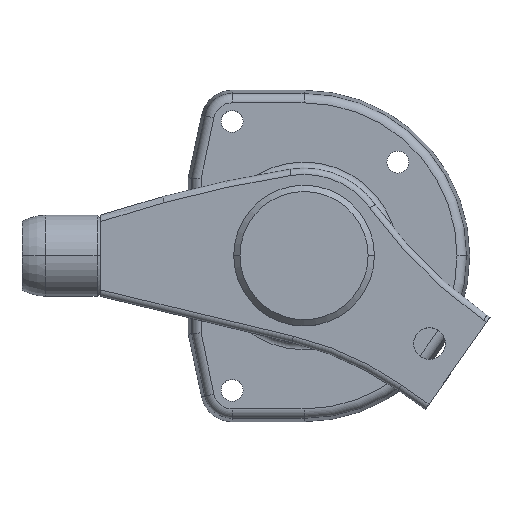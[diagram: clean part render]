
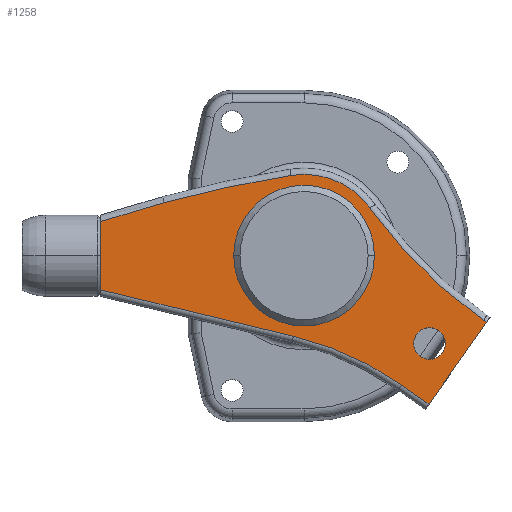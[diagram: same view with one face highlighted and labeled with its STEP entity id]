
A CAD part, top view. The second image highlights one B-rep face of the part: STEP entity #1258.
In plain terms, the highlighted planar face has unit normal (0, 0, 1).
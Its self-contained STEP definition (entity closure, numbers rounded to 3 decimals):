
#1015 = EDGE_CURVE ( 'NONE', #1043, #1016, #3602, .T. ) ;
#1016 = VERTEX_POINT ( 'NONE', #3597 ) ;
#1029 = VERTEX_POINT ( 'NONE', #3638 ) ;
#1031 = EDGE_CURVE ( 'NONE', #1029, #1032, #3637, .T. ) ;
#1032 = VERTEX_POINT ( 'NONE', #3632 ) ;
#1043 = VERTEX_POINT ( 'NONE', #3675 ) ;
#1181 = VERTEX_POINT ( 'NONE', #3939 ) ;
#1183 = EDGE_CURVE ( 'NONE', #1184, #1181, #3938, .T. ) ;
#1184 = VERTEX_POINT ( 'NONE', #3929 ) ;
#1206 = VERTEX_POINT ( 'NONE', #3997 ) ;
#1208 = EDGE_CURVE ( 'NONE', #1209, #1206, #3996, .T. ) ;
#1209 = VERTEX_POINT ( 'NONE', #3992 ) ;
#1229 = EDGE_LOOP ( 'NONE', ( #1230, #1287 ) ) ;
#1230 = ORIENTED_EDGE ( 'NONE', *, *, #1231, .F. ) ;
#1231 = EDGE_CURVE ( 'NONE', #1016, #1043, #4019, .T. ) ;
#1232 = ORIENTED_EDGE ( 'NONE', *, *, #1183, .T. ) ;
#1233 = ORIENTED_EDGE ( 'NONE', *, *, #1234, .T. ) ;
#1234 = EDGE_CURVE ( 'NONE', #1181, #1235, #4020, .T. ) ;
#1235 = VERTEX_POINT ( 'NONE', #4011 ) ;
#1236 = ORIENTED_EDGE ( 'NONE', *, *, #1237, .T. ) ;
#1237 = EDGE_CURVE ( 'NONE', #1235, #1238, #4010, .T. ) ;
#1238 = VERTEX_POINT ( 'NONE', #4066 ) ;
#1239 = ORIENTED_EDGE ( 'NONE', *, *, #1240, .T. ) ;
#1240 = EDGE_CURVE ( 'NONE', #1238, #1209, #4065, .T. ) ;
#1241 = ORIENTED_EDGE ( 'NONE', *, *, #1208, .T. ) ;
#1242 = ORIENTED_EDGE ( 'NONE', *, *, #1243, .T. ) ;
#1243 = EDGE_CURVE ( 'NONE', #1206, #1244, #4061, .T. ) ;
#1244 = VERTEX_POINT ( 'NONE', #4057 ) ;
#1245 = ORIENTED_EDGE ( 'NONE', *, *, #1246, .T. ) ;
#1246 = EDGE_CURVE ( 'NONE', #1244, #1247, #4056, .T. ) ;
#1247 = VERTEX_POINT ( 'NONE', #4051 ) ;
#1258 = ADVANCED_FACE ( 'NONE', ( #4095, #4094, #4093 ), #4092, .T. ) ;
#1259 = EDGE_LOOP ( 'NONE', ( #1232, #1233, #1236, #1239, #1241, #1242, #1245, #1299, #1302 ) ) ;
#1287 = ORIENTED_EDGE ( 'NONE', *, *, #1015, .F. ) ;
#1299 = ORIENTED_EDGE ( 'NONE', *, *, #1300, .T. ) ;
#1300 = EDGE_CURVE ( 'NONE', #1247, #1301, #4154, .T. ) ;
#1301 = VERTEX_POINT ( 'NONE', #4145 ) ;
#1302 = ORIENTED_EDGE ( 'NONE', *, *, #1303, .T. ) ;
#1303 = EDGE_CURVE ( 'NONE', #1301, #1184, #4144, .T. ) ;
#1304 = EDGE_LOOP ( 'NONE', ( #1305, #1307 ) ) ;
#1305 = ORIENTED_EDGE ( 'NONE', *, *, #1306, .F. ) ;
#1306 = EDGE_CURVE ( 'NONE', #1032, #1029, #4139, .T. ) ;
#1307 = ORIENTED_EDGE ( 'NONE', *, *, #1031, .F. ) ;
#3597 = CARTESIAN_POINT ( 'NONE',  ( 13.1, 0., 13. ) ) ;
#3598 = DIRECTION ( 'NONE',  ( 1., 0., 0. ) ) ;
#3599 = DIRECTION ( 'NONE',  ( 0., 0., 1. ) ) ;
#3600 = CARTESIAN_POINT ( 'NONE',  ( 0., 0., 13. ) ) ;
#3601 = AXIS2_PLACEMENT_3D ( 'NONE', #3600, #3599, #3598 ) ;
#3602 = CIRCLE ( 'NONE', #3601, 13.1 ) ;
#3632 = CARTESIAN_POINT ( 'NONE',  ( 45.188, -28.105, 13. ) ) ;
#3633 = DIRECTION ( 'NONE',  ( 1., 0., 0. ) ) ;
#3634 = DIRECTION ( 'NONE',  ( 0., 0., 1. ) ) ;
#3635 = CARTESIAN_POINT ( 'NONE',  ( 40.138, -28.105, 13. ) ) ;
#3636 = AXIS2_PLACEMENT_3D ( 'NONE', #3635, #3634, #3633 ) ;
#3637 = CIRCLE ( 'NONE', #3636, 5.05 ) ;
#3638 = CARTESIAN_POINT ( 'NONE',  ( 35.088, -28.105, 13. ) ) ;
#3675 = CARTESIAN_POINT ( 'NONE',  ( -13.1, 0., 13. ) ) ;
#3929 = CARTESIAN_POINT ( 'NONE',  ( -65., 10.896, 13. ) ) ;
#3930 = DIRECTION ( 'NONE',  ( 0., -1., 0. ) ) ;
#3931 = VECTOR ( 'NONE', #3930, 1000. ) ;
#3932 = CARTESIAN_POINT ( 'NONE',  ( -65., -13., 13. ) ) ;
#3938 = LINE ( 'NONE', #3932, #3931 ) ;
#3939 = CARTESIAN_POINT ( 'NONE',  ( -65., -10.943, 13. ) ) ;
#3992 = CARTESIAN_POINT ( 'NONE',  ( 39.972, -47.521, 13. ) ) ;
#3993 = DIRECTION ( 'NONE',  ( 0.574, 0.819, 0. ) ) ;
#3994 = VECTOR ( 'NONE', #3993, 1000. ) ;
#3995 = CARTESIAN_POINT ( 'NONE',  ( 38.825, -49.159, 13. ) ) ;
#3996 = LINE ( 'NONE', #3995, #3994 ) ;
#3997 = CARTESIAN_POINT ( 'NONE',  ( 58.326, -21.308, 13. ) ) ;
#4009 = CARTESIAN_POINT ( 'NONE',  ( -27.278, -124.951, 13. ) ) ;
#4010 = CIRCLE ( 'NONE', #4069, 102. ) ;
#4011 = CARTESIAN_POINT ( 'NONE',  ( -3.384, -25.789, 13. ) ) ;
#4012 = DIRECTION ( 'NONE',  ( 0.972, -0.234, 0. ) ) ;
#4013 = VECTOR ( 'NONE', #4012, 1000. ) ;
#4014 = CARTESIAN_POINT ( 'NONE',  ( -3.384, -25.789, 13. ) ) ;
#4015 = DIRECTION ( 'NONE',  ( 1., 0., 0. ) ) ;
#4016 = DIRECTION ( 'NONE',  ( 0., 0., 1. ) ) ;
#4017 = CARTESIAN_POINT ( 'NONE',  ( 0., 0., 13. ) ) ;
#4018 = AXIS2_PLACEMENT_3D ( 'NONE', #4017, #4016, #4015 ) ;
#4019 = CIRCLE ( 'NONE', #4018, 13.1 ) ;
#4020 = LINE ( 'NONE', #4014, #4013 ) ;
#4051 = CARTESIAN_POINT ( 'NONE',  ( 21.113, 15.173, 13. ) ) ;
#4052 = DIRECTION ( 'NONE',  ( 1., 0., 0. ) ) ;
#4053 = DIRECTION ( 'NONE',  ( 0., 0., -1. ) ) ;
#4054 = CARTESIAN_POINT ( 'NONE',  ( 144.545, 103.879, 13. ) ) ;
#4055 = AXIS2_PLACEMENT_3D ( 'NONE', #4054, #4053, #4052 ) ;
#4056 = CIRCLE ( 'NONE', #4055, 152. ) ;
#4057 = CARTESIAN_POINT ( 'NONE',  ( 57.361, -20.632, 13. ) ) ;
#4058 = DIRECTION ( 'NONE',  ( -0.819, 0.574, 0. ) ) ;
#4059 = VECTOR ( 'NONE', #4058, 1000. ) ;
#4060 = CARTESIAN_POINT ( 'NONE',  ( 57.361, -20.632, 13. ) ) ;
#4061 = LINE ( 'NONE', #4060, #4059 ) ;
#4062 = DIRECTION ( 'NONE',  ( 0.819, -0.574, 0. ) ) ;
#4063 = VECTOR ( 'NONE', #4062, 1000. ) ;
#4064 = CARTESIAN_POINT ( 'NONE',  ( 39.972, -47.521, 13. ) ) ;
#4065 = LINE ( 'NONE', #4064, #4063 ) ;
#4066 = CARTESIAN_POINT ( 'NONE',  ( 31.227, -41.398, 13. ) ) ;
#4067 = DIRECTION ( 'NONE',  ( 1., 0., 0. ) ) ;
#4068 = DIRECTION ( 'NONE',  ( 0., 0., -1. ) ) ;
#4069 = AXIS2_PLACEMENT_3D ( 'NONE', #4009, #4068, #4067 ) ;
#4088 = DIRECTION ( 'NONE',  ( 1., 0., 0. ) ) ;
#4089 = DIRECTION ( 'NONE',  ( 0., 0., 1. ) ) ;
#4090 = CARTESIAN_POINT ( 'NONE',  ( -27.278, -124.951, 13. ) ) ;
#4091 = AXIS2_PLACEMENT_3D ( 'NONE', #4090, #4089, #4088 ) ;
#4092 = PLANE ( 'NONE',  #4091 ) ;
#4093 = FACE_BOUND ( 'NONE', #1229, .T. ) ;
#4094 = FACE_BOUND ( 'NONE', #1304, .T. ) ;
#4095 = FACE_OUTER_BOUND ( 'NONE', #1259, .T. ) ;
#4137 = CARTESIAN_POINT ( 'NONE',  ( 40.138, -28.105, 13. ) ) ;
#4138 = AXIS2_PLACEMENT_3D ( 'NONE', #4137, #4198, #4197 ) ;
#4139 = CIRCLE ( 'NONE', #4138, 5.05 ) ;
#4140 = DIRECTION ( 'NONE',  ( 1., 0., 0. ) ) ;
#4141 = DIRECTION ( 'NONE',  ( 0., 0., 1. ) ) ;
#4142 = CARTESIAN_POINT ( 'NONE',  ( 59.019, -367.288, 13. ) ) ;
#4143 = AXIS2_PLACEMENT_3D ( 'NONE', #4142, #4141, #4140 ) ;
#4144 = CIRCLE ( 'NONE', #4143, 398. ) ;
#4145 = CARTESIAN_POINT ( 'NONE',  ( -4.125, 25.671, 13. ) ) ;
#4146 = DIRECTION ( 'NONE',  ( 1., 0., 0. ) ) ;
#4147 = DIRECTION ( 'NONE',  ( 0., 0., 1. ) ) ;
#4148 = CARTESIAN_POINT ( 'NONE',  ( 0., 0., 13. ) ) ;
#4149 = AXIS2_PLACEMENT_3D ( 'NONE', #4148, #4147, #4146 ) ;
#4154 = CIRCLE ( 'NONE', #4149, 26. ) ;
#4197 = DIRECTION ( 'NONE',  ( 1., 0., 0. ) ) ;
#4198 = DIRECTION ( 'NONE',  ( 0., 0., 1. ) ) ;
